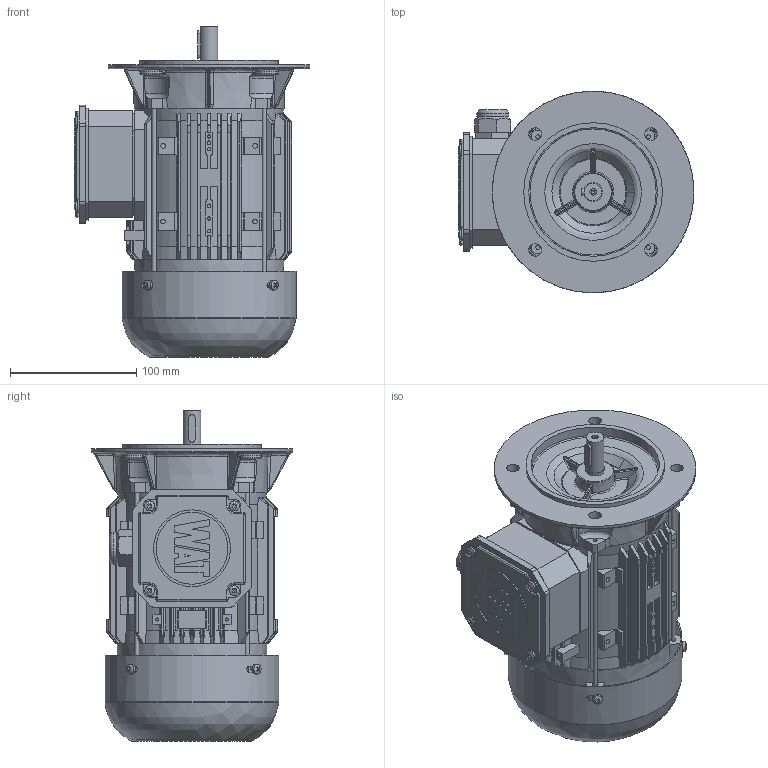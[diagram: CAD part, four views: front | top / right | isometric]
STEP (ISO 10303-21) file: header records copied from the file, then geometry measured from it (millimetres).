
FILE_DESCRIPTION(/* description */ (''),/* implementation_level */ '2;1');
FILE_NAME(/* name */ '(QE series) 71_B5 - Deep Cover.stp',/* time_stamp */ '2024-07-29T12:24:21+03:00',/* author */ (''),/* organization */ (''),/* preprocessor_version */ 'ST-DEVELOPER v18.102',/* originating_system */ 'SIEMENS PLM Software NX2206.8101',/* authorisation */ '');
FILE_SCHEMA (('AUTOMOTIVE_DESIGN { 1 0 10303 214 3 1 1 1 }'));
Products named in the file (1): 001_objects
Bounding box: 187.11 x 160 x 262 mm (x, y, z)
Surface area: 469002.2 mm2 (no closed solid volume)
Topology: 0 solids, 24 shells, 3060 faces, 8128 edges, 5134 vertices
Faces by surface type: plane 1377, cylinder 779, bspline 614, cone 159, extrusion 83, torus 48
Full cylindrical faces by diameter (mm): 2.5 x10, 3 x5, 3.3 x13, 3.65 x12, 3.7 x3, 4 x12, 4.5 x4, 4.6 x2, 4.65 x4, 4.8 x4, 5 x6, 6 x1, 6.4 x1, 6.6 x1, 7 x1, 8 x9, 10 x4, 12 x1, 12.4 x1, 14 x2, 14.2 x2, 14.96 x1, 15 x2, 15.2 x1, 18 x1, 19 x1, 19.84 x1, 22.5 x1, 24.1 x1, 25.28 x1
Entity records: 114101 total; most frequent: CARTESIAN_POINT 44125, ORIENTED_EDGE 15686, DIRECTION 12672, EDGE_CURVE 7843, VERTEX_POINT 5116, AXIS2_PLACEMENT_3D 4433, VECTOR 3806, LINE 3723
